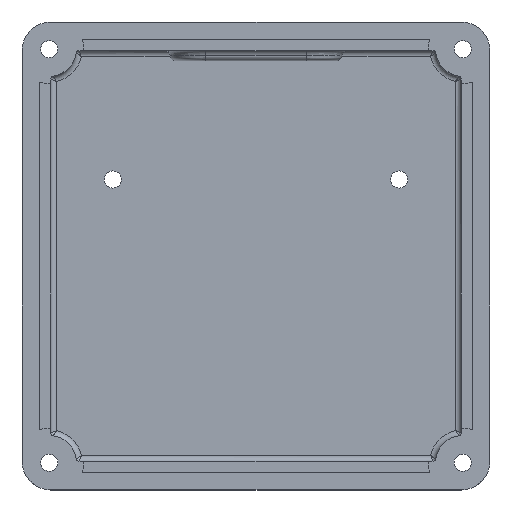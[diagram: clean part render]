
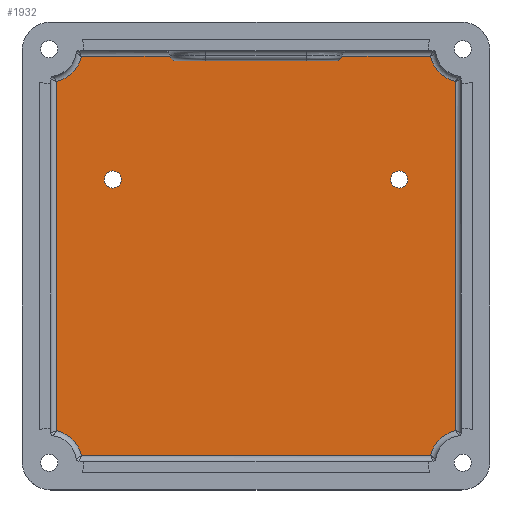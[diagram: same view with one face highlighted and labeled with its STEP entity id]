
A CAD part, top view. The second image highlights one B-rep face of the part: STEP entity #1932.
In plain terms, the highlighted planar face has unit normal (0, 0, 1).
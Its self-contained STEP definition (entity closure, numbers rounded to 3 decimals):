
#69=FACE_BOUND('',#383,.T.);
#70=FACE_BOUND('',#384,.T.);
#99=PLANE('',#2134);
#257=FACE_OUTER_BOUND('',#382,.T.);
#382=EDGE_LOOP('',(#1626,#1627,#1628,#1629,#1630,#1631,#1632,#1633,#1634,
#1635,#1636,#1637,#1638,#1639,#1640,#1641));
#383=EDGE_LOOP('',(#1642));
#384=EDGE_LOOP('',(#1643));
#445=LINE('',#2879,#585);
#450=LINE('',#2890,#590);
#452=LINE('',#2893,#592);
#453=LINE('',#2896,#593);
#457=LINE('',#2984,#597);
#494=LINE('',#3633,#634);
#497=LINE('',#3651,#637);
#500=LINE('',#3658,#640);
#502=LINE('',#3664,#642);
#504=LINE('',#3670,#644);
#585=VECTOR('',#2293,10.);
#590=VECTOR('',#2302,10.);
#592=VECTOR('',#2306,10.);
#593=VECTOR('',#2309,10.);
#597=VECTOR('',#2313,10.);
#634=VECTOR('',#2506,10.);
#637=VECTOR('',#2531,10.);
#640=VECTOR('',#2542,10.);
#642=VECTOR('',#2552,10.);
#644=VECTOR('',#2562,10.);
#712=CIRCLE('',#1973,1.2);
#715=CIRCLE('',#1978,1.2);
#767=CIRCLE('',#2074,0.8);
#769=CIRCLE('',#2077,0.8);
#785=CIRCLE('',#2103,4.6);
#787=CIRCLE('',#2107,4.6);
#789=CIRCLE('',#2111,4.6);
#791=CIRCLE('',#2115,4.6);
#830=VERTEX_POINT('',#2806);
#833=VERTEX_POINT('',#2816);
#851=VERTEX_POINT('',#2873);
#853=VERTEX_POINT('',#2877);
#856=VERTEX_POINT('',#2887);
#857=VERTEX_POINT('',#2889);
#858=VERTEX_POINT('',#2895);
#863=VERTEX_POINT('',#2982);
#903=VERTEX_POINT('',#3154);
#906=VERTEX_POINT('',#3201);
#912=VERTEX_POINT('',#3250);
#915=VERTEX_POINT('',#3302);
#918=VERTEX_POINT('',#3354);
#921=VERTEX_POINT('',#3406);
#924=VERTEX_POINT('',#3458);
#927=VERTEX_POINT('',#3510);
#930=VERTEX_POINT('',#3562);
#933=VERTEX_POINT('',#3614);
#1002=EDGE_CURVE('',#830,#830,#712,.T.);
#1007=EDGE_CURVE('',#833,#833,#715,.T.);
#1035=EDGE_CURVE('',#851,#853,#445,.T.);
#1040=EDGE_CURVE('',#856,#857,#450,.T.);
#1042=EDGE_CURVE('',#853,#857,#452,.T.);
#1043=EDGE_CURVE('',#858,#851,#453,.T.);
#1049=EDGE_CURVE('',#856,#863,#457,.T.);
#1118=EDGE_CURVE('',#863,#903,#767,.T.);
#1125=EDGE_CURVE('',#858,#906,#769,.F.);
#1154=EDGE_CURVE('',#906,#933,#494,.F.);
#1163=EDGE_CURVE('',#912,#903,#497,.T.);
#1166=EDGE_CURVE('',#933,#930,#785,.T.);
#1168=EDGE_CURVE('',#930,#927,#500,.T.);
#1170=EDGE_CURVE('',#927,#924,#787,.T.);
#1172=EDGE_CURVE('',#924,#921,#502,.T.);
#1174=EDGE_CURVE('',#921,#918,#789,.T.);
#1176=EDGE_CURVE('',#918,#915,#504,.T.);
#1178=EDGE_CURVE('',#915,#912,#791,.T.);
#1626=ORIENTED_EDGE('',*,*,#1154,.F.);
#1627=ORIENTED_EDGE('',*,*,#1125,.F.);
#1628=ORIENTED_EDGE('',*,*,#1043,.T.);
#1629=ORIENTED_EDGE('',*,*,#1035,.T.);
#1630=ORIENTED_EDGE('',*,*,#1042,.T.);
#1631=ORIENTED_EDGE('',*,*,#1040,.F.);
#1632=ORIENTED_EDGE('',*,*,#1049,.T.);
#1633=ORIENTED_EDGE('',*,*,#1118,.T.);
#1634=ORIENTED_EDGE('',*,*,#1163,.F.);
#1635=ORIENTED_EDGE('',*,*,#1178,.F.);
#1636=ORIENTED_EDGE('',*,*,#1176,.F.);
#1637=ORIENTED_EDGE('',*,*,#1174,.F.);
#1638=ORIENTED_EDGE('',*,*,#1172,.F.);
#1639=ORIENTED_EDGE('',*,*,#1170,.F.);
#1640=ORIENTED_EDGE('',*,*,#1168,.F.);
#1641=ORIENTED_EDGE('',*,*,#1166,.F.);
#1642=ORIENTED_EDGE('',*,*,#1002,.T.);
#1643=ORIENTED_EDGE('',*,*,#1007,.T.);
#1932=ADVANCED_FACE('',(#257,#69,#70),#99,.T.);
#1973=AXIS2_PLACEMENT_3D('',#2808,#2210,#2211);
#1978=AXIS2_PLACEMENT_3D('',#2818,#2222,#2223);
#2074=AXIS2_PLACEMENT_3D('',#3155,#2470,#2471);
#2077=AXIS2_PLACEMENT_3D('',#3208,#2478,#2479);
#2103=AXIS2_PLACEMENT_3D('',#3655,#2537,#2538);
#2107=AXIS2_PLACEMENT_3D('',#3661,#2547,#2548);
#2111=AXIS2_PLACEMENT_3D('',#3667,#2557,#2558);
#2115=AXIS2_PLACEMENT_3D('',#3673,#2567,#2568);
#2134=AXIS2_PLACEMENT_3D('',#3731,#2626,#2627);
#2210=DIRECTION('center_axis',(0.,0.,
-1.));
#2211=DIRECTION('ref_axis',(-1.,0.,0.));
#2222=DIRECTION('center_axis',(0.,0.,
-1.));
#2223=DIRECTION('ref_axis',(-1.,0.,0.));
#2293=DIRECTION('',(0.,1.,0.));
#2302=DIRECTION('',(0.,1.,0.));
#2306=DIRECTION('',(-1.,0.,0.));
#2309=DIRECTION('',(-1.,0.,0.));
#2313=DIRECTION('',(-1.,0.,0.));
#2470=DIRECTION('center_axis',(0.,0.,
-1.));
#2471=DIRECTION('ref_axis',(0.,1.,0.));
#2478=DIRECTION('center_axis',(0.,0.,
-1.));
#2479=DIRECTION('ref_axis',(0.,1.,0.));
#2506=DIRECTION('',(-1.,0.,0.));
#2531=DIRECTION('',(1.,0.,0.));
#2537=DIRECTION('center_axis',(0.,0.,
1.));
#2538=DIRECTION('ref_axis',(-0.707,-0.707,0.));
#2542=DIRECTION('',(0.,-1.,0.));
#2547=DIRECTION('center_axis',(0.,0.,
1.));
#2548=DIRECTION('ref_axis',(-0.707,0.707,0.));
#2552=DIRECTION('',(-1.,0.,0.));
#2557=DIRECTION('center_axis',(0.,0.,
1.));
#2558=DIRECTION('ref_axis',(0.707,0.707,0.));
#2562=DIRECTION('',(0.,1.,0.));
#2567=DIRECTION('center_axis',(0.,0.,
1.));
#2568=DIRECTION('ref_axis',(0.707,-0.707,0.));
#2626=DIRECTION('center_axis',(0.,0.,
1.));
#2627=DIRECTION('ref_axis',(1.,0.,0.));
#2806=CARTESIAN_POINT('',(9.775,-17.875,-13.56));
#2808=CARTESIAN_POINT('Origin',(8.575,-17.875,-13.56));
#2816=CARTESIAN_POINT('',(49.775,-17.875,-13.56));
#2818=CARTESIAN_POINT('Origin',(48.575,-17.875,-13.56));
#2873=CARTESIAN_POINT('',(37.575,-1.275,-13.56));
#2877=CARTESIAN_POINT('',(37.575,0.225,-13.56));
#2879=CARTESIAN_POINT('',(37.575,-1.275,-13.56));
#2887=CARTESIAN_POINT('',(19.575,-1.275,-13.56));
#2889=CARTESIAN_POINT('',(19.575,0.225,-13.56));
#2890=CARTESIAN_POINT('',(19.575,-1.275,-13.56));
#2893=CARTESIAN_POINT('',(19.575,0.225,-13.56));
#2895=CARTESIAN_POINT('',(39.788,-1.275,-13.56));
#2896=CARTESIAN_POINT('',(28.575,-1.275,-13.56));
#2982=CARTESIAN_POINT('',(17.362,-1.275,-13.56));
#2984=CARTESIAN_POINT('',(28.575,-1.275,-13.56));
#3154=CARTESIAN_POINT('',(16.588,-0.675,-13.56));
#3155=CARTESIAN_POINT('Origin',(17.362,-0.475,-13.56));
#3201=CARTESIAN_POINT('',(40.562,-0.675,-13.56));
#3208=CARTESIAN_POINT('Origin',(39.788,-0.475,-13.56));
#3250=CARTESIAN_POINT('',(4.165,-0.675,-13.56));
#3302=CARTESIAN_POINT('',(0.675,-4.165,-13.56));
#3354=CARTESIAN_POINT('',(0.675,-52.985,-13.56));
#3406=CARTESIAN_POINT('',(4.165,-56.475,-13.56));
#3458=CARTESIAN_POINT('',(52.985,-56.475,-13.56));
#3510=CARTESIAN_POINT('',(56.475,-52.985,-13.56));
#3562=CARTESIAN_POINT('',(56.475,-4.165,-13.56));
#3614=CARTESIAN_POINT('',(52.985,-0.675,-13.56));
#3633=CARTESIAN_POINT('',(41.128,-0.675,-13.56));
#3651=CARTESIAN_POINT('',(41.128,-0.675,-13.56));
#3655=CARTESIAN_POINT('Origin',(57.475,0.325,-13.56));
#3658=CARTESIAN_POINT('',(56.475,-41.128,-13.56));
#3661=CARTESIAN_POINT('Origin',(57.475,-57.475,-13.56));
#3664=CARTESIAN_POINT('',(16.022,-56.475,-13.56));
#3667=CARTESIAN_POINT('Origin',(-0.325,-57.475,-13.56));
#3670=CARTESIAN_POINT('',(0.675,-16.022,-13.56));
#3673=CARTESIAN_POINT('Origin',(-0.325,0.325,-13.56));
#3731=CARTESIAN_POINT('Origin',(28.575,-28.575,-13.56));
